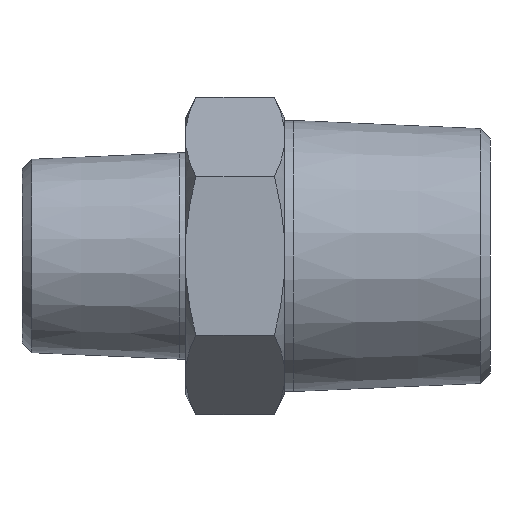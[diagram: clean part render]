
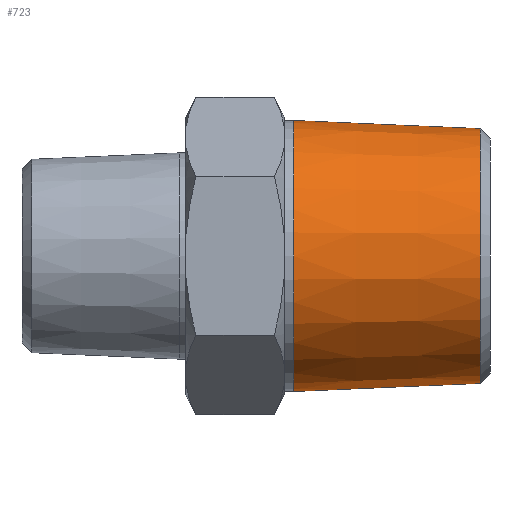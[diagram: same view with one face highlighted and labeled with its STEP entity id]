
A CAD part, left-side view. The second image highlights one B-rep face of the part: STEP entity #723.
In plain terms, the highlighted conical face has half-angle 2.5 degrees and reference radius 6.9 mm.
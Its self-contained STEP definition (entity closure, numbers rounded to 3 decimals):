
#97=ORIENTED_EDGE('',*,*,#233,.T.);
#98=ORIENTED_EDGE('',*,*,#234,.T.);
#233=EDGE_CURVE('',#301,#301,#351,.T.);
#234=EDGE_CURVE('',#302,#302,#352,.F.);
#301=VERTEX_POINT('',#965);
#302=VERTEX_POINT('',#967);
#351=CIRCLE('',#764,6.485);
#352=CIRCLE('',#765,6.9);
#377=EDGE_LOOP('',(#97));
#378=EDGE_LOOP('',(#98));
#425=FACE_BOUND('',#377,.T.);
#426=FACE_BOUND('',#378,.T.);
#472=CONICAL_SURFACE('',#763,6.9,0.044);
#723=ADVANCED_FACE('',(#425,#426),#472,.T.);
#763=AXIS2_PLACEMENT_3D('',#963,#827,#828);
#764=AXIS2_PLACEMENT_3D('',#964,#829,#830);
#765=AXIS2_PLACEMENT_3D('',#966,#831,#832);
#827=DIRECTION('',(0.,1.,0.));
#828=DIRECTION('',(0.,0.,1.));
#829=DIRECTION('',(0.,1.,0.));
#830=DIRECTION('',(0.,0.,1.));
#831=DIRECTION('',(0.,1.,0.));
#832=DIRECTION('',(0.,0.,1.));
#963=CARTESIAN_POINT('',(0.,-2.98,0.));
#964=CARTESIAN_POINT('',(0.,-12.48,0.));
#965=CARTESIAN_POINT('',(0.,-12.48,6.485));
#966=CARTESIAN_POINT('',(0.,-2.98,0.));
#967=CARTESIAN_POINT('',(0.,-2.98,6.9));
